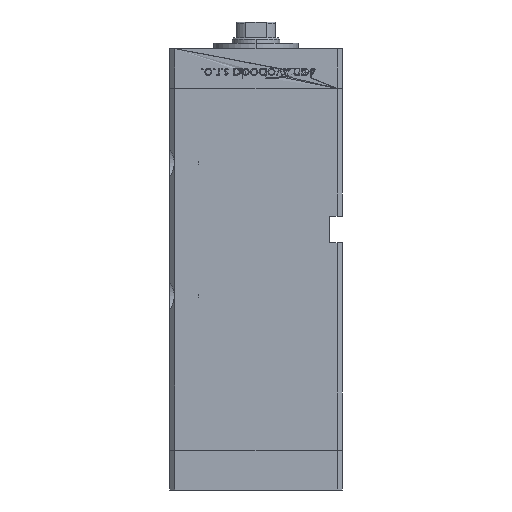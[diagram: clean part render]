
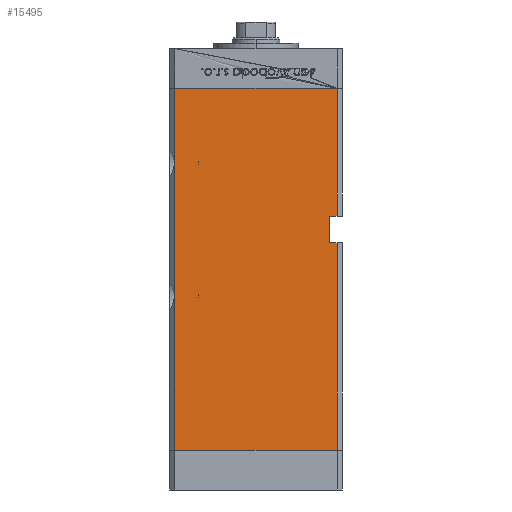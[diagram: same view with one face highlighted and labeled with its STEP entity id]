
A CAD part, left-side view. The second image highlights one B-rep face of the part: STEP entity #15495.
In plain terms, the highlighted planar face has unit normal (-1, 0, 0).
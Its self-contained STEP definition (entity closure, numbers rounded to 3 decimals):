
#256 = VERTEX_POINT ( 'NONE', #10770 ) ;
#860 = DIRECTION ( 'NONE',  ( 0., 0., -1. ) ) ;
#1252 = CARTESIAN_POINT ( 'NONE',  ( -37.5, 30.5, 136. ) ) ;
#3112 = EDGE_CURVE ( 'NONE', #34618, #33160, #47456, .T. ) ;
#3148 = EDGE_CURVE ( 'NONE', #32514, #44196, #10905, .T. ) ;
#3581 = FACE_OUTER_BOUND ( 'NONE', #29265, .T. ) ;
#4068 = VECTOR ( 'NONE', #15524, 1000. ) ;
#4287 = ORIENTED_EDGE ( 'NONE', *, *, #29926, .F. ) ;
#4648 = ORIENTED_EDGE ( 'NONE', *, *, #36241, .T. ) ;
#5156 = DIRECTION ( 'NONE',  ( 0., -1., 0. ) ) ;
#5420 = ORIENTED_EDGE ( 'NONE', *, *, #3148, .F. ) ;
#6177 = ORIENTED_EDGE ( 'NONE', *, *, #35216, .F. ) ;
#9164 = EDGE_CURVE ( 'NONE', #51881, #44196, #9449, .T. ) ;
#9449 = LINE ( 'NONE', #13484, #45019 ) ;
#10768 = ORIENTED_EDGE ( 'NONE', *, *, #24135, .T. ) ;
#10770 = CARTESIAN_POINT ( 'NONE',  ( -37.5, -27.5, 88. ) ) ;
#10905 = LINE ( 'NONE', #51237, #50989 ) ;
#10951 = VECTOR ( 'NONE', #36618, 1000. ) ;
#12129 = CARTESIAN_POINT ( 'NONE',  ( -37.5, -30.5, 78. ) ) ;
#12152 = VECTOR ( 'NONE', #17530, 1000. ) ;
#13234 = CARTESIAN_POINT ( 'NONE',  ( -37.5, -27.5, 88. ) ) ;
#13241 = CARTESIAN_POINT ( 'NONE',  ( -37.5, 30.5, 136. ) ) ;
#13339 = VERTEX_POINT ( 'NONE', #20257 ) ;
#13484 = CARTESIAN_POINT ( 'NONE',  ( -37.5, 30.5, 0. ) ) ;
#15495 = ADVANCED_FACE ( 'NONE', ( #3581 ), #40663, .F. ) ;
#15524 = DIRECTION ( 'NONE',  ( 0., -1., 0. ) ) ;
#15944 = LINE ( 'NONE', #49017, #10951 ) ;
#16267 = VECTOR ( 'NONE', #31626, 1000. ) ;
#17530 = DIRECTION ( 'NONE',  ( 0., 0., -1. ) ) ;
#18143 = VECTOR ( 'NONE', #860, 1000. ) ;
#18312 = EDGE_CURVE ( 'NONE', #30875, #32514, #15944, .T. ) ;
#19644 = CARTESIAN_POINT ( 'NONE',  ( -37.5, -27.5, 78. ) ) ;
#19717 = DIRECTION ( 'NONE',  ( 1., 0., 0. ) ) ;
#20257 = CARTESIAN_POINT ( 'NONE',  ( -37.5, -30.5, 88. ) ) ;
#20512 = DIRECTION ( 'NONE',  ( 0., 1., 0. ) ) ;
#22975 = DIRECTION ( 'NONE',  ( 0., -1., 0. ) ) ;
#24135 = EDGE_CURVE ( 'NONE', #256, #13339, #48599, .T. ) ;
#28878 = AXIS2_PLACEMENT_3D ( 'NONE', #32578, #19717, #20512 ) ;
#29265 = EDGE_LOOP ( 'NONE', ( #5420, #51355, #6177, #10768, #4287, #35213, #4648, #29552 ) ) ;
#29552 = ORIENTED_EDGE ( 'NONE', *, *, #9164, .T. ) ;
#29926 = EDGE_CURVE ( 'NONE', #33160, #13339, #39190, .T. ) ;
#30875 = VERTEX_POINT ( 'NONE', #19644 ) ;
#31626 = DIRECTION ( 'NONE',  ( 0., 0., -1. ) ) ;
#32514 = VERTEX_POINT ( 'NONE', #12129 ) ;
#32578 = CARTESIAN_POINT ( 'NONE',  ( -37.5, 30.5, 136. ) ) ;
#32689 = CARTESIAN_POINT ( 'NONE',  ( -37.5, -27.5, 88. ) ) ;
#33160 = VERTEX_POINT ( 'NONE', #33454 ) ;
#33454 = CARTESIAN_POINT ( 'NONE',  ( -37.5, -30.5, 136. ) ) ;
#34618 = VERTEX_POINT ( 'NONE', #1252 ) ;
#35213 = ORIENTED_EDGE ( 'NONE', *, *, #3112, .F. ) ;
#35216 = EDGE_CURVE ( 'NONE', #256, #30875, #37673, .T. ) ;
#35592 = DIRECTION ( 'NONE',  ( 0., 0., -1. ) ) ;
#36241 = EDGE_CURVE ( 'NONE', #34618, #51881, #46037, .T. ) ;
#36370 = VECTOR ( 'NONE', #22975, 1000. ) ;
#36618 = DIRECTION ( 'NONE',  ( 0., -1., 0. ) ) ;
#37673 = LINE ( 'NONE', #13234, #18143 ) ;
#38918 = CARTESIAN_POINT ( 'NONE',  ( -37.5, -30.5, 136. ) ) ;
#39190 = LINE ( 'NONE', #38918, #16267 ) ;
#40311 = CARTESIAN_POINT ( 'NONE',  ( -37.5, -30.5, 0. ) ) ;
#40663 = PLANE ( 'NONE',  #28878 ) ;
#43544 = CARTESIAN_POINT ( 'NONE',  ( -37.5, 30.5, 0. ) ) ;
#44196 = VERTEX_POINT ( 'NONE', #40311 ) ;
#45019 = VECTOR ( 'NONE', #5156, 1000. ) ;
#46037 = LINE ( 'NONE', #13241, #12152 ) ;
#47456 = LINE ( 'NONE', #47719, #36370 ) ;
#47719 = CARTESIAN_POINT ( 'NONE',  ( -37.5, 30.5, 136. ) ) ;
#48599 = LINE ( 'NONE', #32689, #4068 ) ;
#49017 = CARTESIAN_POINT ( 'NONE',  ( -37.5, -27.5, 78. ) ) ;
#50989 = VECTOR ( 'NONE', #35592, 1000. ) ;
#51237 = CARTESIAN_POINT ( 'NONE',  ( -37.5, -30.5, 136. ) ) ;
#51355 = ORIENTED_EDGE ( 'NONE', *, *, #18312, .F. ) ;
#51881 = VERTEX_POINT ( 'NONE', #43544 ) ;
